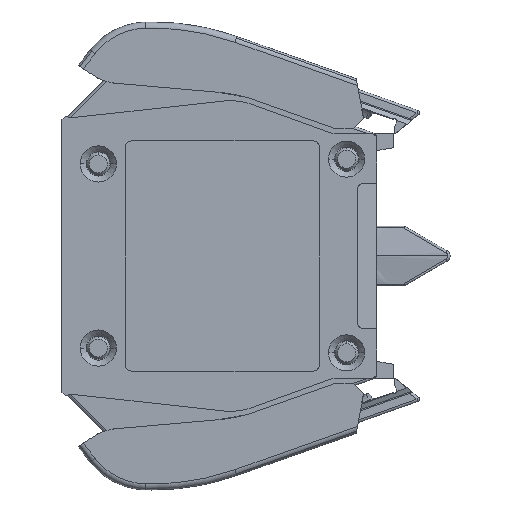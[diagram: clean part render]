
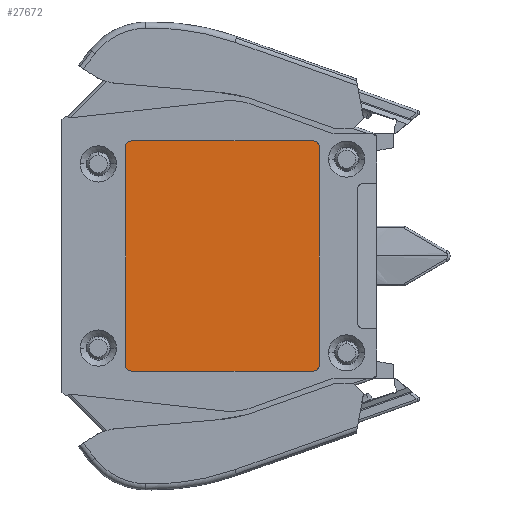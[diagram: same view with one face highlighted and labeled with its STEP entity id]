
A CAD part, left-side view. The second image highlights one B-rep face of the part: STEP entity #27672.
In plain terms, the highlighted planar face has unit normal (-1, 0, 0).
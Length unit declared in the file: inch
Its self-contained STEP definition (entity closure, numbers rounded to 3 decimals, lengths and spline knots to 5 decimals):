
#2209 = EDGE_CURVE ( 'NONE', #38004, #23989, #20043, .T. ) ;
#2747 = AXIS2_PLACEMENT_3D ( 'NONE', #29871, #17919, #21907 ) ;
#3510 = VECTOR ( 'NONE', #26733, 39.37008 ) ;
#3955 = CARTESIAN_POINT ( 'NONE',  ( -0.18701, 0.81693, 0.35445 ) ) ;
#5183 = CIRCLE ( 'NONE', #38184, 0.01957 ) ;
#5280 = CIRCLE ( 'NONE', #2747, 0.01957 ) ;
#5604 = LINE ( 'NONE', #9575, #12901 ) ;
#5875 = CARTESIAN_POINT ( 'NONE',  ( -0.18701, 0.79736, -0.37402 ) ) ;
#7003 = ORIENTED_EDGE ( 'NONE', *, *, #50201, .F. ) ;
#8644 = VERTEX_POINT ( 'NONE', #29653 ) ;
#9575 = CARTESIAN_POINT ( 'NONE',  ( -0.18701, 0.20658, -0.37402 ) ) ;
#9758 = CARTESIAN_POINT ( 'NONE',  ( -0.18701, 0.20658, 0.37402 ) ) ;
#10349 = FACE_OUTER_BOUND ( 'NONE', #21377, .T. ) ;
#11178 = VERTEX_POINT ( 'NONE', #41962 ) ;
#12606 = DIRECTION ( 'NONE',  ( 1., 0., 0. ) ) ;
#12901 = VECTOR ( 'NONE', #34230, 39.37008 ) ;
#13419 = LINE ( 'NONE', #37578, #36507 ) ;
#13795 = CARTESIAN_POINT ( 'NONE',  ( -0.18701, 0.14764, 0.17717 ) ) ;
#13863 = AXIS2_PLACEMENT_3D ( 'NONE', #13795, #29987, #38201 ) ;
#15177 = CIRCLE ( 'NONE', #16858, 0.01957 ) ;
#16528 = ORIENTED_EDGE ( 'NONE', *, *, #20105, .T. ) ;
#16858 = AXIS2_PLACEMENT_3D ( 'NONE', #42726, #34741, #22276 ) ;
#17108 = CARTESIAN_POINT ( 'NONE',  ( -0.18701, 0.79736, -0.35445 ) ) ;
#17875 = EDGE_CURVE ( 'NONE', #45479, #19717, #5183, .T. ) ;
#17919 = DIRECTION ( 'NONE',  ( -1., 0., 0. ) ) ;
#18247 = ORIENTED_EDGE ( 'NONE', *, *, #23814, .T. ) ;
#18663 = ORIENTED_EDGE ( 'NONE', *, *, #29546, .T. ) ;
#18964 = ORIENTED_EDGE ( 'NONE', *, *, #19858, .F. ) ;
#19717 = VERTEX_POINT ( 'NONE', #20458 ) ;
#19858 = EDGE_CURVE ( 'NONE', #8644, #45479, #5604, .T. ) ;
#19991 = AXIS2_PLACEMENT_3D ( 'NONE', #25788, #24729, #45165 ) ;
#20043 = LINE ( 'NONE', #23521, #31925 ) ;
#20105 = EDGE_CURVE ( 'NONE', #11178, #47820, #5280, .T. ) ;
#20458 = CARTESIAN_POINT ( 'NONE',  ( -0.18701, 0.81693, -0.35445 ) ) ;
#21377 = EDGE_LOOP ( 'NONE', ( #18663, #43648, #18964, #7003, #34282, #18247, #51060, #16528 ) ) ;
#21907 = DIRECTION ( 'NONE',  ( 0., 0., -1. ) ) ;
#22276 = DIRECTION ( 'NONE',  ( 0., 0., -1. ) ) ;
#23521 = CARTESIAN_POINT ( 'NONE',  ( -0.18701, 0.18701, -0.35445 ) ) ;
#23814 = EDGE_CURVE ( 'NONE', #23989, #35895, #15177, .T. ) ;
#23989 = VERTEX_POINT ( 'NONE', #37283 ) ;
#24729 = DIRECTION ( 'NONE',  ( 1., 0., 0. ) ) ;
#25788 = CARTESIAN_POINT ( 'NONE',  ( -0.18701, 0.20658, -0.35445 ) ) ;
#26733 = DIRECTION ( 'NONE',  ( 0., 1., 0. ) ) ;
#27672 = ADVANCED_FACE ( 'NONE', ( #10349 ), #30238, .T. ) ;
#29546 = EDGE_CURVE ( 'NONE', #47820, #19717, #13419, .T. ) ;
#29653 = CARTESIAN_POINT ( 'NONE',  ( -0.18701, 0.20658, -0.37402 ) ) ;
#29871 = CARTESIAN_POINT ( 'NONE',  ( -0.18701, 0.79736, 0.35445 ) ) ;
#29987 = DIRECTION ( 'NONE',  ( -1., 0., 0. ) ) ;
#30238 = PLANE ( 'NONE',  #13863 ) ;
#31925 = VECTOR ( 'NONE', #32530, 39.37008 ) ;
#32530 = DIRECTION ( 'NONE',  ( 0., 0., 1. ) ) ;
#34230 = DIRECTION ( 'NONE',  ( 0., 1., 0. ) ) ;
#34282 = ORIENTED_EDGE ( 'NONE', *, *, #2209, .T. ) ;
#34741 = DIRECTION ( 'NONE',  ( -1., 0., 0. ) ) ;
#35895 = VERTEX_POINT ( 'NONE', #50147 ) ;
#36507 = VECTOR ( 'NONE', #38351, 39.37008 ) ;
#37283 = CARTESIAN_POINT ( 'NONE',  ( -0.18701, 0.18701, 0.35445 ) ) ;
#37553 = DIRECTION ( 'NONE',  ( 0., 0., 1. ) ) ;
#37578 = CARTESIAN_POINT ( 'NONE',  ( -0.18701, 0.81693, 0.35445 ) ) ;
#38004 = VERTEX_POINT ( 'NONE', #38842 ) ;
#38184 = AXIS2_PLACEMENT_3D ( 'NONE', #17108, #12606, #37553 ) ;
#38201 = DIRECTION ( 'NONE',  ( 0., 0., 1. ) ) ;
#38351 = DIRECTION ( 'NONE',  ( 0., 0., -1. ) ) ;
#38406 = LINE ( 'NONE', #9758, #3510 ) ;
#38842 = CARTESIAN_POINT ( 'NONE',  ( -0.18701, 0.18701, -0.35445 ) ) ;
#41962 = CARTESIAN_POINT ( 'NONE',  ( -0.18701, 0.79736, 0.37402 ) ) ;
#42726 = CARTESIAN_POINT ( 'NONE',  ( -0.18701, 0.20658, 0.35445 ) ) ;
#42894 = CIRCLE ( 'NONE', #19991, 0.01957 ) ;
#43648 = ORIENTED_EDGE ( 'NONE', *, *, #17875, .F. ) ;
#44602 = EDGE_CURVE ( 'NONE', #35895, #11178, #38406, .T. ) ;
#45165 = DIRECTION ( 'NONE',  ( 0., 0., 1. ) ) ;
#45479 = VERTEX_POINT ( 'NONE', #5875 ) ;
#47820 = VERTEX_POINT ( 'NONE', #3955 ) ;
#50147 = CARTESIAN_POINT ( 'NONE',  ( -0.18701, 0.20658, 0.37402 ) ) ;
#50201 = EDGE_CURVE ( 'NONE', #38004, #8644, #42894, .T. ) ;
#51060 = ORIENTED_EDGE ( 'NONE', *, *, #44602, .T. ) ;
